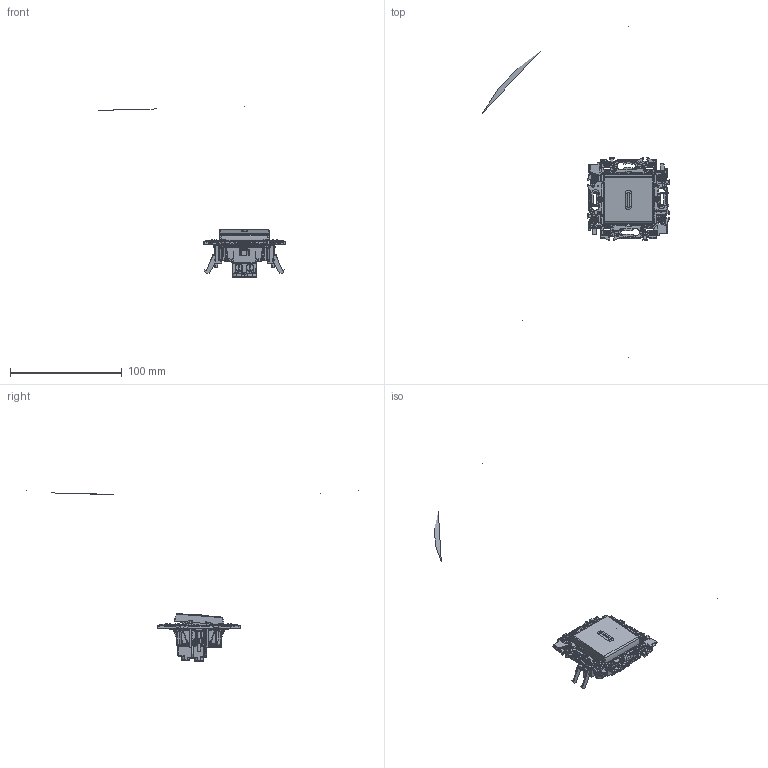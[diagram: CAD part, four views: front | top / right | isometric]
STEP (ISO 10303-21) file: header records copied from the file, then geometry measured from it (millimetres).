
FILE_DESCRIPTION(('CATIA V5 STEP Exchange','CAx-IF Rec.Pracs.--- Model Styling and Organization---1.4--- 2014-01-23'),'2;1');
FILE_NAME('T002256_A-ASS-1.stp','2021-01-28T12:01:14+00:00',('none'),('none'),'CATIA Version 5-6 Release 2017 SP3','CATIA V5 STEP AP214','none');
FILE_SCHEMA(('AUTOMOTIVE_DESIGN { 1 0 10303 214 1 1 1 1 }'));
Products named in the file (13): T002256_A ; A006367_A ; EG00448_A; 0235782; 0035954; 0099614; 953904 ; 0038174; 0055184; 0097E59; 0291G96 ; 0091L62; 0091L63
Assembly tree (15 placements, depth 4):
  T002256_A 
    A006367_A 
      EG00448_A
    0235782
      0035954
      0099614
    953904 
      0038174  x2
      0055184  x2
      0097E59  x2
      0291G96 
        0091L62
        0091L63
Bounding box: 168.05 x 297.54 x 152.9 mm (x, y, z)
Surface area: 318650.8 mm2
Topology: 12 solids, 12 shells, 6239 faces, 17736 edges, 11421 vertices
Faces by surface type: plane 3530, cylinder 1255, bspline 583, cone 389, torus 307, sphere 144, extrusion 29, revolution 2
Entity records: 241196 total; most frequent: CARTESIAN_POINT 101778, ORIENTED_EDGE 34452, DIRECTION 19597, EDGE_CURVE 17226, VERTEX_POINT 11165, VECTOR 8075, LINE 8046, B_SPLINE_CURVE_WITH_KNOTS 6927
